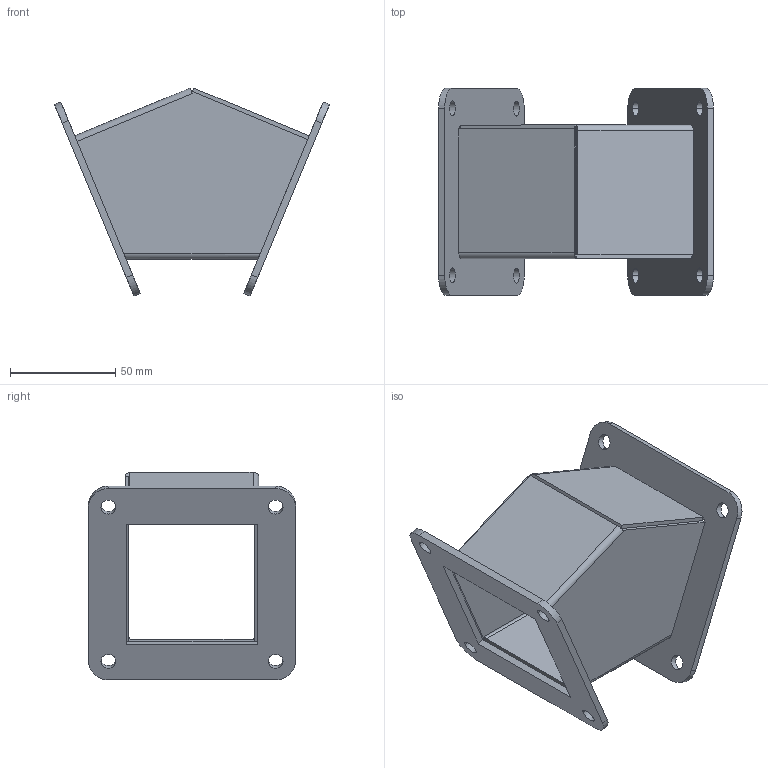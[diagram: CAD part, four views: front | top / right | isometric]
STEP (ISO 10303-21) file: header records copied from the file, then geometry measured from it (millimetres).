
FILE_DESCRIPTION (( 'STEP AP203' ), '1' );
FILE_NAME ('1487B4P.step', '2024-04-25T14:23:52', ( '' ), ( '' ), 'SwSTEP 2.0', 'SolidWorks 2023', '' );
FILE_SCHEMA (( 'CONFIG_CONTROL_DESIGN' ));
Length unit declared in the file: inch
Products named in the file (1): 1487B4P
Bounding box: 130.61 x 98.42 x 98.74 mm (x, y, z)
Volume: 78094.6 mm3; surface area: 74952.6 mm2
Topology: 3 solids, 3 shells, 79 faces, 215 edges, 142 vertices
Faces by surface type: plane 47, cylinder 32
Entity records: 2617 total; most frequent: CARTESIAN_POINT 452, DIRECTION 434, ORIENTED_EDGE 430, EDGE_CURVE 215, LINE 146, VECTOR 146, AXIS2_PLACEMENT_3D 144, VERTEX_POINT 142
